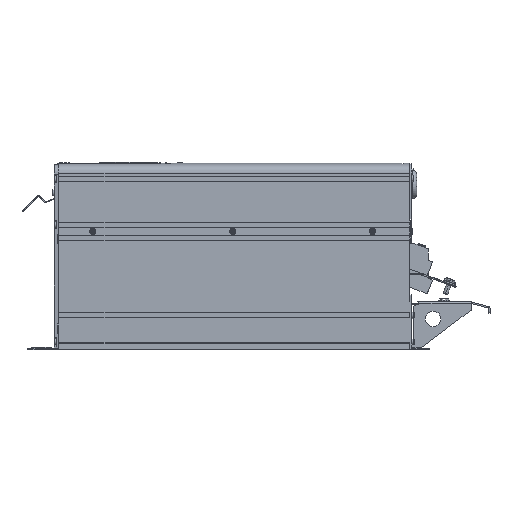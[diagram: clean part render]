
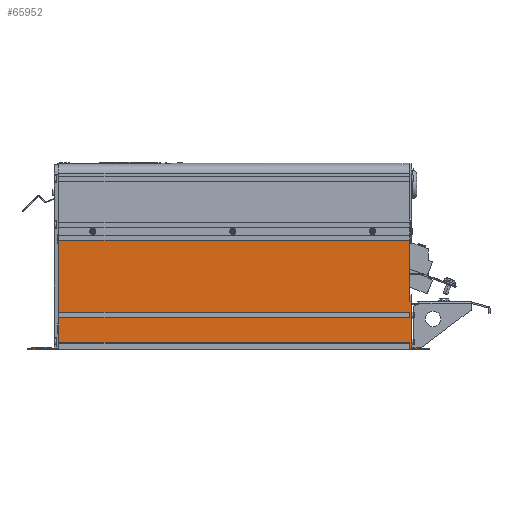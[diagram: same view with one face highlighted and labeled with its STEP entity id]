
A CAD part, left-side view. The second image highlights one B-rep face of the part: STEP entity #65952.
In plain terms, the highlighted planar face has unit normal (-1, 0, 0).
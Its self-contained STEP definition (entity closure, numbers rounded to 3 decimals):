
#1134=DIRECTION('',(0.,0.,1.));
#1135=VECTOR('',#1134,60.);
#1136=CARTESIAN_POINT('',(-115.,-230.45,2.5));
#1137=LINE('',#1136,#1135);
#2057=DIRECTION('',(0.,1.,0.));
#2058=VECTOR('',#2057,17.8);
#2059=CARTESIAN_POINT('',(-115.,-248.25,2.5));
#2060=LINE('',#2059,#2058);
#2104=DIRECTION('',(0.,0.,1.));
#2105=VECTOR('',#2104,2.5);
#2106=CARTESIAN_POINT('',(-115.,-248.25,0.));
#2107=LINE('',#2106,#2105);
#2216=DIRECTION('',(0.,-1.,0.));
#2217=VECTOR('',#2216,12.);
#2218=CARTESIAN_POINT('',(-115.,223.75,1.));
#2219=LINE('',#2218,#2217);
#2782=DIRECTION('',(0.,1.,0.));
#2783=VECTOR('',#2782,2.5);
#2784=CARTESIAN_POINT('',(-115.,-230.45,62.5));
#2785=LINE('',#2784,#2783);
#2794=DIRECTION('',(0.,0.,-1.));
#2795=VECTOR('',#2794,1.);
#2796=CARTESIAN_POINT('',(-115.,223.75,1.));
#2797=LINE('',#2796,#2795);
#2798=DIRECTION('',(0.,1.,0.));
#2799=VECTOR('',#2798,36.);
#2800=CARTESIAN_POINT('',(-115.,223.75,0.));
#2801=LINE('',#2800,#2799);
#2802=DIRECTION('',(0.,-1.,0.));
#2803=VECTOR('',#2802,33.);
#2804=CARTESIAN_POINT('',(-115.,259.75,2.5));
#2805=LINE('',#2804,#2803);
#2806=DIRECTION('',(0.,-1.,0.));
#2807=VECTOR('',#2806,3.);
#2808=CARTESIAN_POINT('',(-115.,226.75,2.5));
#2809=LINE('',#2808,#2807);
#2810=DIRECTION('',(0.,0.,-1.));
#2811=VECTOR('',#2810,1.4);
#2812=CARTESIAN_POINT('',(-115.,223.75,2.5));
#2813=LINE('',#2812,#2811);
#2814=DIRECTION('',(0.,1.,0.));
#2815=VECTOR('',#2814,451.7);
#2816=CARTESIAN_POINT('',(-115.,-227.95,9.1));
#2817=LINE('',#2816,#2815);
#2818=DIRECTION('',(0.,0.,1.));
#2819=VECTOR('',#2818,12.4);
#2820=CARTESIAN_POINT('',(-115.,223.75,9.1));
#2821=LINE('',#2820,#2819);
#2822=DIRECTION('',(0.,0.,1.));
#2823=VECTOR('',#2822,12.);
#2824=CARTESIAN_POINT('',(-115.,223.75,21.5));
#2825=LINE('',#2824,#2823);
#2826=DIRECTION('',(0.,0.,1.));
#2827=VECTOR('',#2826,8.6);
#2828=CARTESIAN_POINT('',(-115.,223.75,33.5));
#2829=LINE('',#2828,#2827);
#2830=DIRECTION('',(0.,1.,0.));
#2831=VECTOR('',#2830,451.7);
#2832=CARTESIAN_POINT('',(-115.,-227.95,48.7));
#2833=LINE('',#2832,#2831);
#2834=DIRECTION('',(0.,0.,1.));
#2835=VECTOR('',#2834,87.8);
#2836=CARTESIAN_POINT('',(-115.,223.75,48.7));
#2837=LINE('',#2836,#2835);
#2838=DIRECTION('',(0.,0.,1.));
#2839=VECTOR('',#2838,4.6);
#2840=CARTESIAN_POINT('',(-115.,223.75,136.5));
#2841=LINE('',#2840,#2839);
#2842=DIRECTION('',(0.,0.,-1.));
#2843=VECTOR('',#2842,78.6);
#2844=CARTESIAN_POINT('',(-115.,-227.95,141.1));
#2845=LINE('',#2844,#2843);
#2846=DIRECTION('',(0.,1.,0.));
#2847=VECTOR('',#2846,460.);
#2848=CARTESIAN_POINT('',(-115.,-248.25,0.));
#2849=LINE('',#2848,#2847);
#6218=DIRECTION('',(0.,1.,0.));
#6219=VECTOR('',#6218,451.7);
#6220=CARTESIAN_POINT('',(-115.,-227.95,141.1));
#6221=LINE('',#6220,#6219);
#6266=DIRECTION('',(0.,0.,-1.));
#6267=VECTOR('',#6266,6.6);
#6268=CARTESIAN_POINT('',(-115.,-227.95,48.7));
#6269=LINE('',#6268,#6267);
#6278=DIRECTION('',(0.,1.,0.));
#6279=VECTOR('',#6278,451.7);
#6280=CARTESIAN_POINT('',(-115.,-227.95,42.1));
#6281=LINE('',#6280,#6279);
#6330=DIRECTION('',(0.,0.,-1.));
#6331=VECTOR('',#6330,8.);
#6332=CARTESIAN_POINT('',(-115.,-227.95,9.1));
#6333=LINE('',#6332,#6331);
#6342=DIRECTION('',(0.,1.,0.));
#6343=VECTOR('',#6342,451.7);
#6344=CARTESIAN_POINT('',(-115.,-227.95,1.1));
#6345=LINE('',#6344,#6343);
#37657=DIRECTION('',(0.,0.,-1.));
#37658=VECTOR('',#37657,2.5);
#37659=CARTESIAN_POINT('',(-115.,259.75,2.5));
#37660=LINE('',#37659,#37658);
#37769=DIRECTION('',(0.,0.,-1.));
#37770=VECTOR('',#37769,1.);
#37771=CARTESIAN_POINT('',(-115.,211.75,1.));
#37772=LINE('',#37771,#37770);
#50390=CARTESIAN_POINT('',(-115.,-227.95,9.1));
#50391=CARTESIAN_POINT('',(-115.,-227.95,1.1));
#50392=VERTEX_POINT('',#50390);
#50393=VERTEX_POINT('',#50391);
#50406=CARTESIAN_POINT('',(-115.,-227.95,48.7));
#50407=CARTESIAN_POINT('',(-115.,-227.95,42.1));
#50408=VERTEX_POINT('',#50406);
#50409=VERTEX_POINT('',#50407);
#50446=CARTESIAN_POINT('',(-115.,-227.95,62.5));
#50447=VERTEX_POINT('',#50446);
#50448=CARTESIAN_POINT('',(-115.,-227.95,141.1));
#50449=VERTEX_POINT('',#50448);
#51097=CARTESIAN_POINT('',(-115.,-230.45,2.5));
#51098=VERTEX_POINT('',#51097);
#51099=CARTESIAN_POINT('',(-115.,-230.45,62.5));
#51100=VERTEX_POINT('',#51099);
#53200=CARTESIAN_POINT('',(-115.,-248.25,2.5));
#53202=VERTEX_POINT('',#53200);
#53225=CARTESIAN_POINT('',(-115.,-248.25,0.));
#53226=VERTEX_POINT('',#53225);
#53265=CARTESIAN_POINT('',(-115.,259.75,0.));
#53266=VERTEX_POINT('',#53265);
#53267=CARTESIAN_POINT('',(-115.,223.75,0.));
#53268=VERTEX_POINT('',#53267);
#53287=CARTESIAN_POINT('',(-115.,211.75,0.));
#53288=VERTEX_POINT('',#53287);
#53313=CARTESIAN_POINT('',(-115.,223.75,1.));
#53314=VERTEX_POINT('',#53313);
#53347=CARTESIAN_POINT('',(-115.,211.75,1.));
#53348=VERTEX_POINT('',#53347);
#53349=CARTESIAN_POINT('',(-115.,259.75,2.5));
#53350=VERTEX_POINT('',#53349);
#53351=CARTESIAN_POINT('',(-115.,226.75,2.5));
#53352=VERTEX_POINT('',#53351);
#53353=CARTESIAN_POINT('',(-115.,223.75,2.5));
#53354=VERTEX_POINT('',#53353);
#53355=CARTESIAN_POINT('',(-115.,223.75,1.1));
#53356=VERTEX_POINT('',#53355);
#53357=CARTESIAN_POINT('',(-115.,223.75,9.1));
#53358=VERTEX_POINT('',#53357);
#53359=CARTESIAN_POINT('',(-115.,223.75,21.5));
#53360=VERTEX_POINT('',#53359);
#53361=CARTESIAN_POINT('',(-115.,223.75,33.5));
#53362=VERTEX_POINT('',#53361);
#53363=CARTESIAN_POINT('',(-115.,223.75,42.1));
#53364=VERTEX_POINT('',#53363);
#53365=CARTESIAN_POINT('',(-115.,223.75,48.7));
#53366=VERTEX_POINT('',#53365);
#53367=CARTESIAN_POINT('',(-115.,223.75,136.5));
#53368=VERTEX_POINT('',#53367);
#53369=CARTESIAN_POINT('',(-115.,223.75,141.1));
#53370=VERTEX_POINT('',#53369);
#65900=CARTESIAN_POINT('',(-115.,223.75,227.));
#65901=DIRECTION('',(-1.,0.,0.));
#65902=DIRECTION('',(0.,0.,-1.));
#65903=AXIS2_PLACEMENT_3D('',#65900,#65901,#65902);
#65904=PLANE('',#65903);
#65905=ORIENTED_EDGE('',*,*,#65174,.F.);
#65907=ORIENTED_EDGE('',*,*,#65906,.T.);
#65909=ORIENTED_EDGE('',*,*,#65908,.T.);
#65911=ORIENTED_EDGE('',*,*,#65910,.F.);
#65913=ORIENTED_EDGE('',*,*,#65912,.T.);
#65915=ORIENTED_EDGE('',*,*,#65914,.T.);
#65917=ORIENTED_EDGE('',*,*,#65916,.T.);
#65919=ORIENTED_EDGE('',*,*,#65918,.F.);
#65921=ORIENTED_EDGE('',*,*,#65920,.F.);
#65923=ORIENTED_EDGE('',*,*,#65922,.T.);
#65925=ORIENTED_EDGE('',*,*,#65924,.T.);
#65927=ORIENTED_EDGE('',*,*,#65926,.T.);
#65929=ORIENTED_EDGE('',*,*,#65928,.T.);
#65931=ORIENTED_EDGE('',*,*,#65930,.F.);
#65933=ORIENTED_EDGE('',*,*,#65932,.F.);
#65935=ORIENTED_EDGE('',*,*,#65934,.T.);
#65937=ORIENTED_EDGE('',*,*,#65936,.T.);
#65939=ORIENTED_EDGE('',*,*,#65938,.T.);
#65941=ORIENTED_EDGE('',*,*,#65940,.F.);
#65942=ORIENTED_EDGE('',*,*,#65506,.T.);
#65943=ORIENTED_EDGE('',*,*,#65885,.F.);
#65944=ORIENTED_EDGE('',*,*,#63467,.F.);
#65945=ORIENTED_EDGE('',*,*,#64955,.F.);
#65946=ORIENTED_EDGE('',*,*,#65006,.F.);
#65947=ORIENTED_EDGE('',*,*,#65077,.T.);
#65949=ORIENTED_EDGE('',*,*,#65948,.F.);
#65950=EDGE_LOOP('',(#65905,#65907,#65909,#65911,#65913,#65915,#65917,#65919,
#65921,#65923,#65925,#65927,#65929,#65931,#65933,#65935,#65937,#65939,#65941,
#65942,#65943,#65944,#65945,#65946,#65947,#65949));
#65951=FACE_OUTER_BOUND('',#65950,.F.);
#65952=ADVANCED_FACE('',(#65951),#65904,.T.);
#63467=EDGE_CURVE('',#51098,#51100,#1137,.T.);
#64955=EDGE_CURVE('',#53202,#51098,#2060,.T.);
#65006=EDGE_CURVE('',#53226,#53202,#2107,.T.);
#65077=EDGE_CURVE('',#53226,#53288,#2849,.T.);
#65174=EDGE_CURVE('',#53314,#53348,#2219,.T.);
#65506=EDGE_CURVE('',#50449,#50447,#2845,.T.);
#65885=EDGE_CURVE('',#51100,#50447,#2785,.T.);
#65906=EDGE_CURVE('',#53314,#53268,#2797,.T.);
#65908=EDGE_CURVE('',#53268,#53266,#2801,.T.);
#65910=EDGE_CURVE('',#53350,#53266,#37660,.T.);
#65912=EDGE_CURVE('',#53350,#53352,#2805,.T.);
#65914=EDGE_CURVE('',#53352,#53354,#2809,.T.);
#65916=EDGE_CURVE('',#53354,#53356,#2813,.T.);
#65918=EDGE_CURVE('',#50393,#53356,#6345,.T.);
#65920=EDGE_CURVE('',#50392,#50393,#6333,.T.);
#65922=EDGE_CURVE('',#50392,#53358,#2817,.T.);
#65924=EDGE_CURVE('',#53358,#53360,#2821,.T.);
#65926=EDGE_CURVE('',#53360,#53362,#2825,.T.);
#65928=EDGE_CURVE('',#53362,#53364,#2829,.T.);
#65930=EDGE_CURVE('',#50409,#53364,#6281,.T.);
#65932=EDGE_CURVE('',#50408,#50409,#6269,.T.);
#65934=EDGE_CURVE('',#50408,#53366,#2833,.T.);
#65936=EDGE_CURVE('',#53366,#53368,#2837,.T.);
#65938=EDGE_CURVE('',#53368,#53370,#2841,.T.);
#65940=EDGE_CURVE('',#50449,#53370,#6221,.T.);
#65948=EDGE_CURVE('',#53348,#53288,#37772,.T.);
